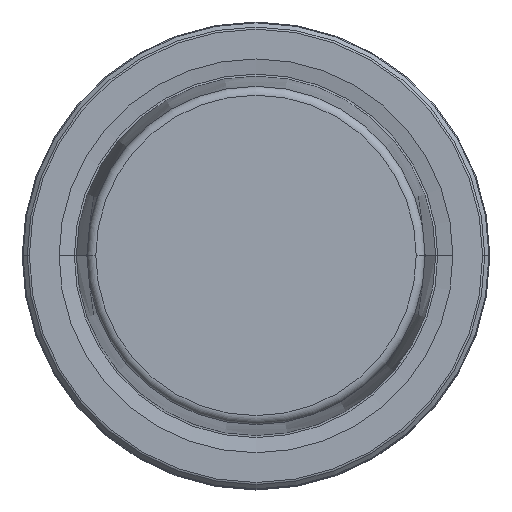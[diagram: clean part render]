
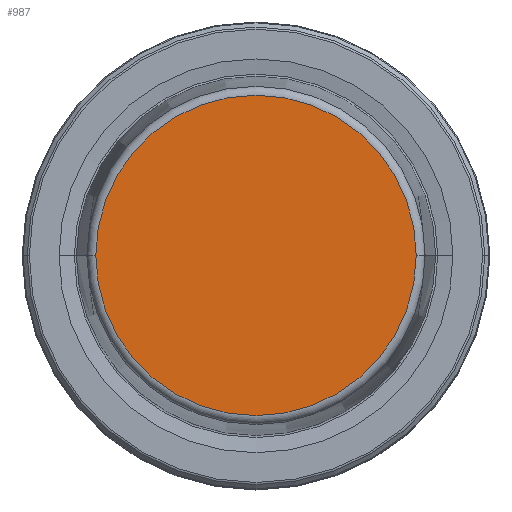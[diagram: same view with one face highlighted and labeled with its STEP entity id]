
A CAD part, top view. The second image highlights one B-rep face of the part: STEP entity #987.
In plain terms, the highlighted planar face has unit normal (0, 0, 1).
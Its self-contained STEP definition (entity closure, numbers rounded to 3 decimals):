
#77 = CARTESIAN_POINT ( 'NONE',  ( 0., 0., 31.9 ) ) ;
#250 = DIRECTION ( 'NONE',  ( 0., 0., 1. ) ) ;
#296 = EDGE_CURVE ( 'NONE', #396, #502, #362, .T. ) ;
#300 = EDGE_CURVE ( 'NONE', #502, #396, #1128, .T. ) ;
#348 = DIRECTION ( 'NONE',  ( 0., 0., 1. ) ) ;
#362 = CIRCLE ( 'NONE', #650, 21.581 ) ;
#396 = VERTEX_POINT ( 'NONE', #1117 ) ;
#502 = VERTEX_POINT ( 'NONE', #1058 ) ;
#575 = FACE_OUTER_BOUND ( 'NONE', #1107, .T. ) ;
#650 = AXIS2_PLACEMENT_3D ( 'NONE', #929, #348, #1028 ) ;
#743 = AXIS2_PLACEMENT_3D ( 'NONE', #77, #760, #955 ) ;
#760 = DIRECTION ( 'NONE',  ( 0., 0., -1. ) ) ;
#831 = CARTESIAN_POINT ( 'NONE',  ( 0., 0., 31.9 ) ) ;
#850 = PLANE ( 'NONE',  #743 ) ;
#901 = AXIS2_PLACEMENT_3D ( 'NONE', #831, #250, #927 ) ;
#927 = DIRECTION ( 'NONE',  ( 1., 0., 0. ) ) ;
#929 = CARTESIAN_POINT ( 'NONE',  ( 0., 0., 31.9 ) ) ;
#955 = DIRECTION ( 'NONE',  ( -1., 0., 0. ) ) ;
#965 = ORIENTED_EDGE ( 'NONE', *, *, #300, .T. ) ;
#987 = ADVANCED_FACE ( 'NONE', ( #575 ), #850, .F. ) ;
#1028 = DIRECTION ( 'NONE',  ( 1., 0., 0. ) ) ;
#1058 = CARTESIAN_POINT ( 'NONE',  ( 21.581, 0., 31.9 ) ) ;
#1078 = ORIENTED_EDGE ( 'NONE', *, *, #296, .T. ) ;
#1107 = EDGE_LOOP ( 'NONE', ( #965, #1078 ) ) ;
#1117 = CARTESIAN_POINT ( 'NONE',  ( -21.581, 0., 31.9 ) ) ;
#1128 = CIRCLE ( 'NONE', #901, 21.581 ) ;
